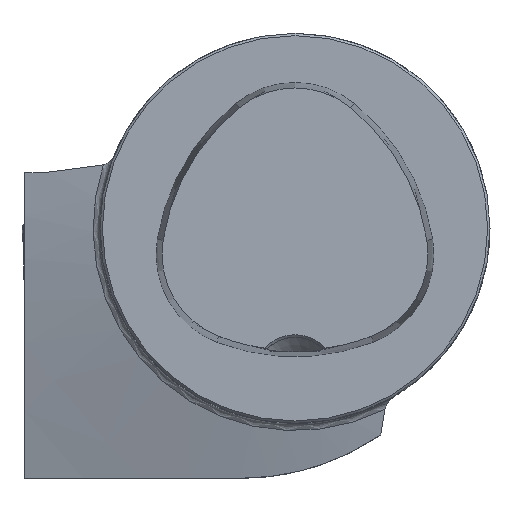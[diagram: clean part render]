
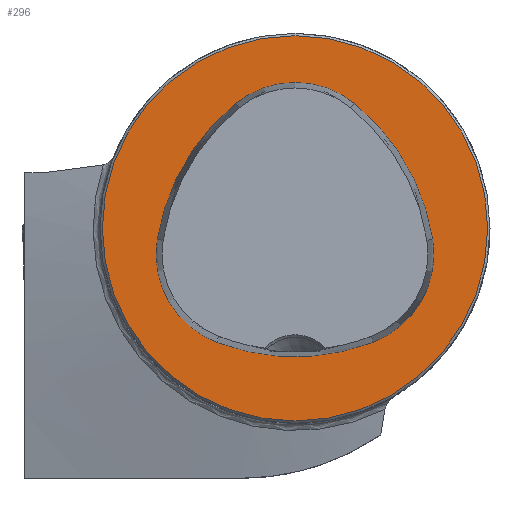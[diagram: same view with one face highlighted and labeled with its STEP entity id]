
A CAD part, top view. The second image highlights one B-rep face of the part: STEP entity #296.
In plain terms, the highlighted planar face has unit normal (0, 0, 1).
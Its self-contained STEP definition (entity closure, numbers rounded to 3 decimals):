
#124=FACE_BOUND('',#596,.T.);
#125=FACE_BOUND('',#597,.T.);
#231=CIRCLE('',#2418,28.075);
#233=CIRCLE('',#2421,28.075);
#234=CIRCLE('',#2422,12.075);
#235=CIRCLE('',#2423,28.075);
#236=CIRCLE('',#2424,12.075);
#237=CIRCLE('',#2425,12.075);
#238=CIRCLE('',#2426,24.7);
#296=ADVANCED_FACE('CU_E_LO_SU_1',(#124,#125),#407,.T.);
#407=PLANE('',#2427);
#596=EDGE_LOOP('',(#947,#948,#949,#950,#951,#952));
#597=EDGE_LOOP('',(#953));
#947=ORIENTED_EDGE('',*,*,#1765,.F.);
#948=ORIENTED_EDGE('',*,*,#1766,.F.);
#949=ORIENTED_EDGE('',*,*,#1767,.F.);
#950=ORIENTED_EDGE('',*,*,#1768,.F.);
#951=ORIENTED_EDGE('',*,*,#1762,.F.);
#952=ORIENTED_EDGE('',*,*,#1769,.F.);
#953=ORIENTED_EDGE('',*,*,#1770,.T.);
#1526=VERTEX_POINT('',#3860);
#1527=VERTEX_POINT('',#3862);
#1529=VERTEX_POINT('',#3868);
#1530=VERTEX_POINT('',#3869);
#1531=VERTEX_POINT('',#3871);
#1532=VERTEX_POINT('',#3873);
#1533=VERTEX_POINT('',#3877);
#1762=EDGE_CURVE('',#1526,#1527,#231,.T.);
#1765=EDGE_CURVE('',#1529,#1530,#233,.T.);
#1766=EDGE_CURVE('',#1531,#1529,#234,.T.);
#1767=EDGE_CURVE('',#1532,#1531,#235,.T.);
#1768=EDGE_CURVE('',#1527,#1532,#236,.T.);
#1769=EDGE_CURVE('',#1530,#1526,#237,.T.);
#1770=EDGE_CURVE('',#1533,#1533,#238,.T.);
#2418=AXIS2_PLACEMENT_3D('',#3861,#2773,#2774);
#2421=AXIS2_PLACEMENT_3D('',#3867,#2780,#2781);
#2422=AXIS2_PLACEMENT_3D('',#3870,#2782,#2783);
#2423=AXIS2_PLACEMENT_3D('',#3872,#2784,#2785);
#2424=AXIS2_PLACEMENT_3D('',#3874,#2786,#2787);
#2425=AXIS2_PLACEMENT_3D('',#3875,#2788,#2789);
#2426=AXIS2_PLACEMENT_3D('',#3876,#2790,#2791);
#2427=AXIS2_PLACEMENT_3D('',#3878,#2792,#2793);
#2773=DIRECTION('',(0.,0.,1.));
#2774=DIRECTION('',(1.,0.,0.));
#2780=DIRECTION('',(0.,0.,1.));
#2781=DIRECTION('',(1.,0.,0.));
#2782=DIRECTION('',(0.,0.,1.));
#2783=DIRECTION('',(1.,0.,0.));
#2784=DIRECTION('',(0.,0.,1.));
#2785=DIRECTION('',(1.,0.,0.));
#2786=DIRECTION('',(0.,0.,1.));
#2787=DIRECTION('',(1.,0.,0.));
#2788=DIRECTION('',(0.,0.,1.));
#2789=DIRECTION('',(1.,0.,0.));
#2790=DIRECTION('',(0.,0.,1.));
#2791=DIRECTION('',(1.,0.,0.));
#2792=DIRECTION('',(0.,0.,1.));
#2793=DIRECTION('',(1.,0.,0.));
#3860=CARTESIAN_POINT('',(-10.05,-14.595,0.));
#3861=CARTESIAN_POINT('',(0.,11.62,0.));
#3862=CARTESIAN_POINT('',(10.05,-14.595,0.));
#3867=CARTESIAN_POINT('',(10.078,-5.807,0.));
#3868=CARTESIAN_POINT('',(-7.606,15.999,0.));
#3869=CARTESIAN_POINT('',(-17.656,-1.443,0.));
#3870=CARTESIAN_POINT('',(0.,6.62,0.));
#3871=CARTESIAN_POINT('',(7.606,15.999,0.));
#3872=CARTESIAN_POINT('',(-10.078,-5.807,0.));
#3873=CARTESIAN_POINT('',(17.656,-1.443,0.));
#3874=CARTESIAN_POINT('',(5.727,-3.32,0.));
#3875=CARTESIAN_POINT('',(-5.727,-3.32,0.));
#3876=CARTESIAN_POINT('',(0.,0.,0.));
#3877=CARTESIAN_POINT('',(24.7,0.,0.));
#3878=CARTESIAN_POINT('',(0.,0.,0.));
